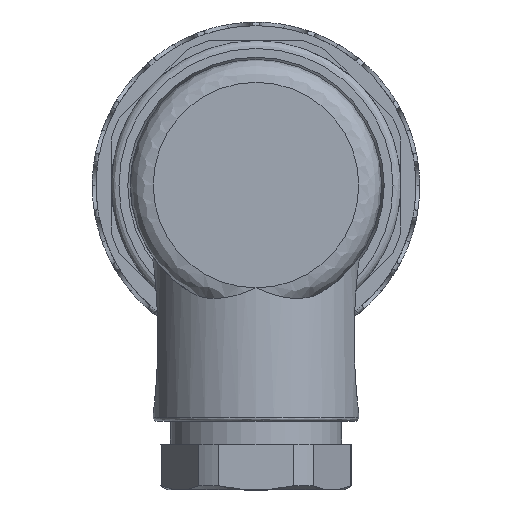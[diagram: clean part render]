
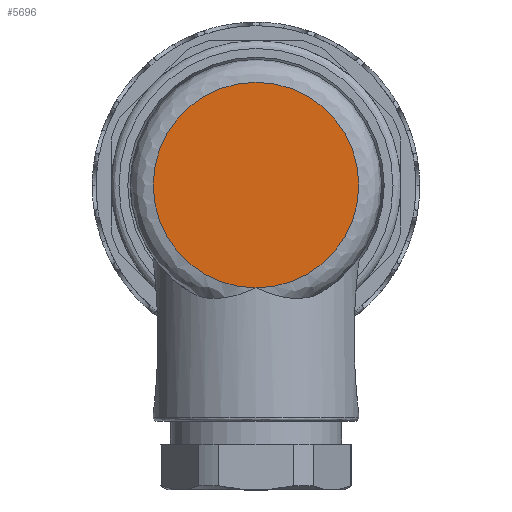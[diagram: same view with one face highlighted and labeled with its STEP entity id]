
A CAD part, top view. The second image highlights one B-rep face of the part: STEP entity #5696.
In plain terms, the highlighted planar face has unit normal (0, 0, 1).
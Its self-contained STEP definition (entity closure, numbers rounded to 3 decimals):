
#68=FACE_OUTER_BOUND('',#7629,.T.);
#5696=ADVANCED_FACE('',(#68),#6770,.T.);
#6770=PLANE('',#20405);
#7629=EDGE_LOOP('',(#9200,#9201));
#9200=ORIENTED_EDGE('',*,*,#17149,.T.);
#9201=ORIENTED_EDGE('',*,*,#17150,.T.);
#15142=VERTEX_POINT('',#28309);
#15146=VERTEX_POINT('',#28401);
#17149=EDGE_CURVE('',#15146,#15142,#19774,.T.);
#17150=EDGE_CURVE('',#15142,#15146,#19775,.T.);
#19774=CIRCLE('',#20403,13.5);
#19775=CIRCLE('',#20404,13.5);
#20403=AXIS2_PLACEMENT_3D('',#28400,#22387,#22388);
#20404=AXIS2_PLACEMENT_3D('',#28402,#22389,#22390);
#20405=AXIS2_PLACEMENT_3D('',#28403,#22391,#22392);
#22387=DIRECTION('',(0.,0.,1.));
#22388=DIRECTION('',(0.,1.,0.));
#22389=DIRECTION('',(0.,0.,1.));
#22390=DIRECTION('',(0.,-1.,0.));
#22391=DIRECTION('',(0.,0.,1.));
#22392=DIRECTION('',(0.,1.,0.));
#28309=CARTESIAN_POINT('',(0.,-13.5,83.));
#28400=CARTESIAN_POINT('',(0.,0.,83.));
#28401=CARTESIAN_POINT('',(0.,13.5,83.));
#28402=CARTESIAN_POINT('',(0.,0.,83.));
#28403=CARTESIAN_POINT('',(14.85,-14.85,83.));
